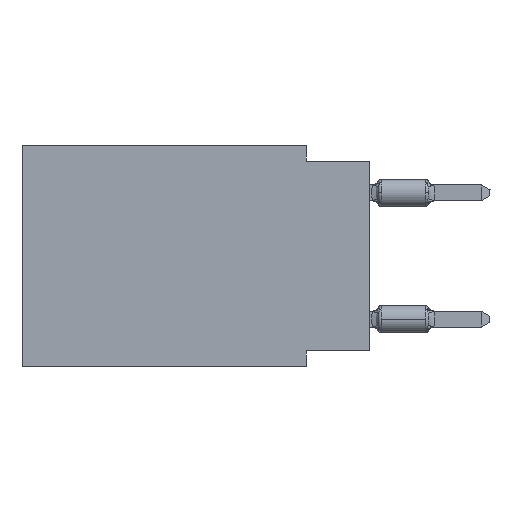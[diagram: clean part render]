
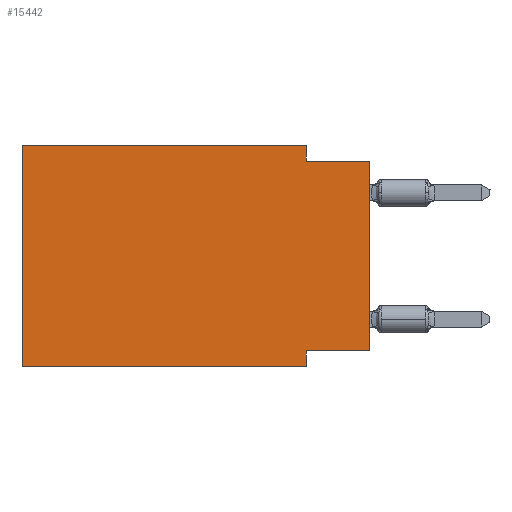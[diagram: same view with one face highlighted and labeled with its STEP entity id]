
A CAD part, left-side view. The second image highlights one B-rep face of the part: STEP entity #15442.
In plain terms, the highlighted planar face has unit normal (-1, 0, 0).
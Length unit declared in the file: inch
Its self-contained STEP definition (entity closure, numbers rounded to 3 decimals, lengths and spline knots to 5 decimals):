
#152 = CARTESIAN_POINT ( 'NONE',  ( 0., 0., -0.325 ) ) ;
#173 = PLANE ( 'NONE',  #43823 ) ;
#256 = EDGE_CURVE ( 'NONE', #38592, #28098, #7079, .T. ) ;
#345 = ORIENTED_EDGE ( 'NONE', *, *, #24154, .F. ) ;
#359 = DIRECTION ( 'NONE',  ( 0., 0., -1. ) ) ;
#421 = LINE ( 'NONE', #22342, #2911 ) ;
#643 = LINE ( 'NONE', #32643, #26085 ) ;
#1451 = CARTESIAN_POINT ( 'NONE',  ( 0., 0.55, 0. ) ) ;
#1652 = EDGE_CURVE ( 'NONE', #21381, #37595, #643, .T. ) ;
#2478 = CARTESIAN_POINT ( 'NONE',  ( 0., 0.1, -0.025 ) ) ;
#2911 = VECTOR ( 'NONE', #25707, 39.37008 ) ;
#3001 = CARTESIAN_POINT ( 'NONE',  ( 0., 0., -0.325 ) ) ;
#3365 = EDGE_CURVE ( 'NONE', #21475, #38592, #33980, .T. ) ;
#3702 = EDGE_LOOP ( 'NONE', ( #35717, #33028, #13067, #6005, #345, #31493, #28414, #15759 ) ) ;
#6005 = ORIENTED_EDGE ( 'NONE', *, *, #30994, .F. ) ;
#7079 = LINE ( 'NONE', #41020, #30031 ) ;
#7517 = EDGE_CURVE ( 'NONE', #37595, #15410, #42939, .T. ) ;
#9766 = LINE ( 'NONE', #16504, #32390 ) ;
#11938 = DIRECTION ( 'NONE',  ( 0., -1., 0. ) ) ;
#12239 = VERTEX_POINT ( 'NONE', #39411 ) ;
#13067 = ORIENTED_EDGE ( 'NONE', *, *, #1652, .F. ) ;
#13858 = CARTESIAN_POINT ( 'NONE',  ( 0., 0.55, 0. ) ) ;
#14848 = CARTESIAN_POINT ( 'NONE',  ( 0., 0.1, -0.325 ) ) ;
#15315 = CARTESIAN_POINT ( 'NONE',  ( 0., 0., -0.025 ) ) ;
#15410 = VERTEX_POINT ( 'NONE', #27093 ) ;
#15442 = ADVANCED_FACE ( 'NONE', ( #19905 ), #173, .F. ) ;
#15759 = ORIENTED_EDGE ( 'NONE', *, *, #3365, .F. ) ;
#16504 = CARTESIAN_POINT ( 'NONE',  ( 0., 0.55, 0. ) ) ;
#19905 = FACE_OUTER_BOUND ( 'NONE', #3702, .T. ) ;
#21125 = EDGE_CURVE ( 'NONE', #12239, #28098, #421, .T. ) ;
#21381 = VERTEX_POINT ( 'NONE', #33602 ) ;
#21475 = VERTEX_POINT ( 'NONE', #152 ) ;
#22342 = CARTESIAN_POINT ( 'NONE',  ( 0., 0.55, -0.35 ) ) ;
#23451 = DIRECTION ( 'NONE',  ( 0., 0., 1. ) ) ;
#23989 = LINE ( 'NONE', #24200, #38259 ) ;
#24067 = DIRECTION ( 'NONE',  ( 0., 1., 0. ) ) ;
#24154 = EDGE_CURVE ( 'NONE', #12239, #41589, #9766, .T. ) ;
#24156 = DIRECTION ( 'NONE',  ( 0., 0., -1. ) ) ;
#24200 = CARTESIAN_POINT ( 'NONE',  ( 0., 0.55, 0. ) ) ;
#25707 = DIRECTION ( 'NONE',  ( 0., -1., 0. ) ) ;
#26085 = VECTOR ( 'NONE', #34549, 39.37008 ) ;
#27093 = CARTESIAN_POINT ( 'NONE',  ( 0., 0., -0.025 ) ) ;
#27331 = LINE ( 'NONE', #36777, #32803 ) ;
#27540 = DIRECTION ( 'NONE',  ( 1., 0., 0. ) ) ;
#27582 = DIRECTION ( 'NONE',  ( 0., -1., 0. ) ) ;
#28098 = VERTEX_POINT ( 'NONE', #41952 ) ;
#28414 = ORIENTED_EDGE ( 'NONE', *, *, #256, .F. ) ;
#30031 = VECTOR ( 'NONE', #359, 39.37008 ) ;
#30994 = EDGE_CURVE ( 'NONE', #41589, #21381, #23989, .T. ) ;
#31493 = ORIENTED_EDGE ( 'NONE', *, *, #21125, .T. ) ;
#32079 = VECTOR ( 'NONE', #11938, 39.37008 ) ;
#32390 = VECTOR ( 'NONE', #23451, 39.37008 ) ;
#32643 = CARTESIAN_POINT ( 'NONE',  ( 0., 0.1, 0. ) ) ;
#32803 = VECTOR ( 'NONE', #41061, 39.37008 ) ;
#33028 = ORIENTED_EDGE ( 'NONE', *, *, #7517, .F. ) ;
#33602 = CARTESIAN_POINT ( 'NONE',  ( 0., 0.1, 0. ) ) ;
#33980 = LINE ( 'NONE', #3001, #43270 ) ;
#34549 = DIRECTION ( 'NONE',  ( 0., 0., -1. ) ) ;
#35717 = ORIENTED_EDGE ( 'NONE', *, *, #38106, .T. ) ;
#36777 = CARTESIAN_POINT ( 'NONE',  ( 0., 0., 0. ) ) ;
#37595 = VERTEX_POINT ( 'NONE', #2478 ) ;
#38106 = EDGE_CURVE ( 'NONE', #21475, #15410, #27331, .T. ) ;
#38259 = VECTOR ( 'NONE', #27582, 39.37008 ) ;
#38592 = VERTEX_POINT ( 'NONE', #14848 ) ;
#39411 = CARTESIAN_POINT ( 'NONE',  ( 0., 0.55, -0.35 ) ) ;
#41020 = CARTESIAN_POINT ( 'NONE',  ( 0., 0.1, -0.35 ) ) ;
#41061 = DIRECTION ( 'NONE',  ( 0., 0., 1. ) ) ;
#41589 = VERTEX_POINT ( 'NONE', #1451 ) ;
#41952 = CARTESIAN_POINT ( 'NONE',  ( 0., 0.1, -0.35 ) ) ;
#42939 = LINE ( 'NONE', #15315, #32079 ) ;
#43270 = VECTOR ( 'NONE', #24067, 39.37008 ) ;
#43823 = AXIS2_PLACEMENT_3D ( 'NONE', #13858, #27540, #24156 ) ;
